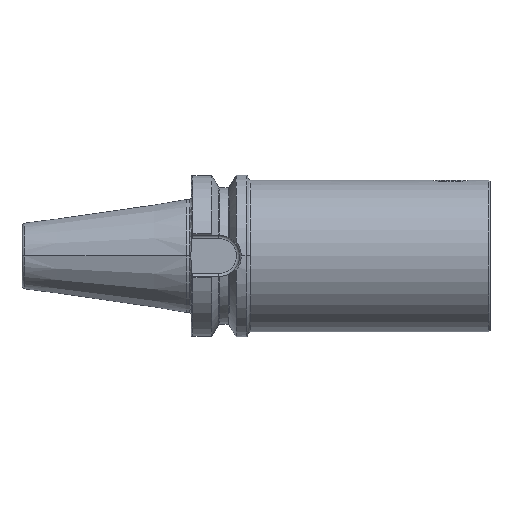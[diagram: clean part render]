
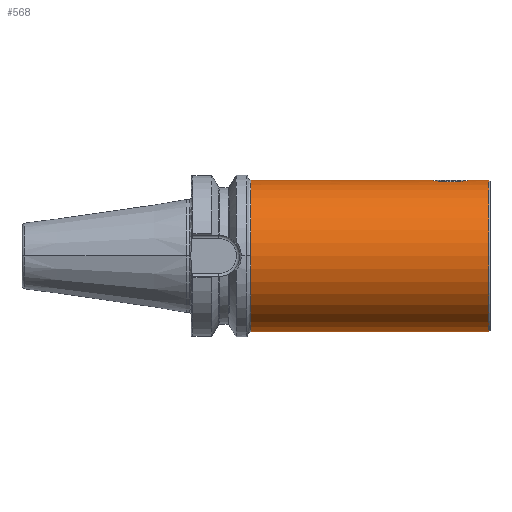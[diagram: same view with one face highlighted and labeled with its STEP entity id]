
A CAD part, top view. The second image highlights one B-rep face of the part: STEP entity #568.
In plain terms, the highlighted cylindrical face has radius 47 mm (diameter 94 mm), a partial arc.
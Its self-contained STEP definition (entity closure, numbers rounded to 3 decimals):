
#568 = ADVANCED_FACE ( 'NONE', ( #1834 ), #2482, .T. ) ;
#596 = CARTESIAN_POINT ( 'NONE',  ( 157.579, 46.007, 9.612 ) ) ;
#644 = ORIENTED_EDGE ( 'NONE', *, *, #1566, .F. ) ;
#716 = LINE ( 'NONE', #1239, #3277 ) ;
#765 = EDGE_LOOP ( 'NONE', ( #5391, #3210, #3467, #644, #3991, #1730, #4227, #2107 ) ) ;
#847 = AXIS2_PLACEMENT_3D ( 'NONE', #3307, #3813, #3419 ) ;
#914 = CARTESIAN_POINT ( 'NONE',  ( 151.222, 46.995, 0.758 ) ) ;
#941 = CARTESIAN_POINT ( 'NONE',  ( 160.806, 45.766, 10.7 ) ) ;
#1011 = CARTESIAN_POINT ( 'NONE',  ( 160.431, 45.785, 10.62 ) ) ;
#1100 = CIRCLE ( 'NONE', #1605, 47. ) ;
#1111 = CARTESIAN_POINT ( 'NONE',  ( 172.147, 46.364, 7.707 ) ) ;
#1150 = CARTESIAN_POINT ( 'NONE',  ( 151.379, 46.963, 1.898 ) ) ;
#1197 = CARTESIAN_POINT ( 'NONE',  ( 172.424, 46.407, 7.449 ) ) ;
#1239 = CARTESIAN_POINT ( 'NONE',  ( 188., 47., 0. ) ) ;
#1299 = CARTESIAN_POINT ( 'NONE',  ( 175.7, 47., 0.769 ) ) ;
#1319 = CARTESIAN_POINT ( 'NONE',  ( 175.346, 46.928, 2.631 ) ) ;
#1372 = CARTESIAN_POINT ( 'NONE',  ( 159.695, 45.828, 10.429 ) ) ;
#1381 = EDGE_CURVE ( 'NONE', #5288, #4190, #3178, .T. ) ;
#1423 = CARTESIAN_POINT ( 'NONE',  ( 40., 0., 47. ) ) ;
#1441 = CARTESIAN_POINT ( 'NONE',  ( 159.333, 45.853, 10.319 ) ) ;
#1499 = VERTEX_POINT ( 'NONE', #1423 ) ;
#1566 = EDGE_CURVE ( 'NONE', #4324, #4063, #1642, .T. ) ;
#1592 = DIRECTION ( 'NONE',  ( 0., 0., 1. ) ) ;
#1605 = AXIS2_PLACEMENT_3D ( 'NONE', #3220, #4930, #1592 ) ;
#1642 = CIRCLE ( 'NONE', #5034, 47. ) ;
#1730 = ORIENTED_EDGE ( 'NONE', *, *, #3869, .F. ) ;
#1790 = EDGE_CURVE ( 'NONE', #1499, #5245, #1100, .T. ) ;
#1834 = FACE_OUTER_BOUND ( 'NONE', #765, .T. ) ;
#1837 = CARTESIAN_POINT ( 'NONE',  ( 174.974, 46.854, 3.721 ) ) ;
#1859 = CARTESIAN_POINT ( 'NONE',  ( 157.238, 46.043, 9.439 ) ) ;
#1878 = CARTESIAN_POINT ( 'NONE',  ( 175.237, 46.906, 2.997 ) ) ;
#1917 = CARTESIAN_POINT ( 'NONE',  ( 175.7, 47., 0. ) ) ;
#1945 = DIRECTION ( 'NONE',  ( 0., 1., 0. ) ) ;
#1993 = AXIS2_PLACEMENT_3D ( 'NONE', #3942, #5152, #1945 ) ;
#2014 = DIRECTION ( 'NONE',  ( 1., 0., 0. ) ) ;
#2107 = ORIENTED_EDGE ( 'NONE', *, *, #1381, .F. ) ;
#2253 = CARTESIAN_POINT ( 'NONE',  ( 162.693, 45.705, 10.955 ) ) ;
#2269 = CARTESIAN_POINT ( 'NONE',  ( 161.937, 45.721, 10.893 ) ) ;
#2277 = EDGE_CURVE ( 'NONE', #4190, #2767, #4151, .T. ) ;
#2482 = CYLINDRICAL_SURFACE ( 'NONE', #1993, 47. ) ;
#2654 = CARTESIAN_POINT ( 'NONE',  ( 152.582, 46.728, 5.093 ) ) ;
#2745 = VECTOR ( 'NONE', #5352, 1000. ) ;
#2767 = VERTEX_POINT ( 'NONE', #3460 ) ;
#2768 = CARTESIAN_POINT ( 'NONE',  ( 164.97, 45.724, 10.875 ) ) ;
#2944 = LINE ( 'NONE', #4090, #2745 ) ;
#2970 = CARTESIAN_POINT ( 'NONE',  ( 40., 47., 0. ) ) ;
#3043 = CARTESIAN_POINT ( 'NONE',  ( 156.244, 46.156, 8.874 ) ) ;
#3086 = CARTESIAN_POINT ( 'NONE',  ( 187.1, -47., 0. ) ) ;
#3142 = CARTESIAN_POINT ( 'NONE',  ( 170.665, 46.157, 8.868 ) ) ;
#3158 = CARTESIAN_POINT ( 'NONE',  ( 165.353, 45.736, 10.827 ) ) ;
#3178 = LINE ( 'NONE', #3674, #3493 ) ;
#3205 = CARTESIAN_POINT ( 'NONE',  ( 166.483, 45.781, 10.634 ) ) ;
#3210 = ORIENTED_EDGE ( 'NONE', *, *, #1790, .T. ) ;
#3220 = CARTESIAN_POINT ( 'NONE',  ( 40., 0., 0. ) ) ;
#3233 = CARTESIAN_POINT ( 'NONE',  ( 172.954, 46.491, 6.904 ) ) ;
#3242 = CARTESIAN_POINT ( 'NONE',  ( 175.7, 47., 0. ) ) ;
#3251 = CARTESIAN_POINT ( 'NONE',  ( 187.1, 0., 0. ) ) ;
#3277 = VECTOR ( 'NONE', #3937, 1000. ) ;
#3295 = CARTESIAN_POINT ( 'NONE',  ( 151.2, 47., 0. ) ) ;
#3307 = CARTESIAN_POINT ( 'NONE',  ( 40., 0., 0. ) ) ;
#3394 = VERTEX_POINT ( 'NONE', #1917 ) ;
#3418 = CARTESIAN_POINT ( 'NONE',  ( 187.1, 47., 0. ) ) ;
#3419 = DIRECTION ( 'NONE',  ( 0., 0., 1. ) ) ;
#3420 = CARTESIAN_POINT ( 'NONE',  ( 154.469, 46.406, 7.467 ) ) ;
#3439 = CARTESIAN_POINT ( 'NONE',  ( 158.62, 45.909, 10.067 ) ) ;
#3443 = CARTESIAN_POINT ( 'NONE',  ( 40., -47., 0. ) ) ;
#3454 = CIRCLE ( 'NONE', #847, 47. ) ;
#3460 = CARTESIAN_POINT ( 'NONE',  ( 163.45, 45.705, 10.955 ) ) ;
#3467 = ORIENTED_EDGE ( 'NONE', *, *, #3564, .T. ) ;
#3493 = VECTOR ( 'NONE', #3936, 1000. ) ;
#3564 = EDGE_CURVE ( 'NONE', #5245, #4063, #2944, .T. ) ;
#3576 = CARTESIAN_POINT ( 'NONE',  ( 173.915, 46.654, 5.724 ) ) ;
#3651 = CARTESIAN_POINT ( 'NONE',  ( 171.284, 46.239, 8.437 ) ) ;
#3674 = CARTESIAN_POINT ( 'NONE',  ( 188., 47., 0. ) ) ;
#3675 = CARTESIAN_POINT ( 'NONE',  ( 174.32, 46.729, 5.089 ) ) ;
#3795 = CARTESIAN_POINT ( 'NONE',  ( 153.932, 46.492, 6.917 ) ) ;
#3813 = DIRECTION ( 'NONE',  ( 1., 0., 0. ) ) ;
#3869 = EDGE_CURVE ( 'NONE', #2767, #3394, #3878, .T. ) ;
#3878 = B_SPLINE_CURVE_WITH_KNOTS ( 'NONE', 3,
 ( #5021, #5088, #3961, #2768, #3158, #3205, #4353, #4369, #4357, #4165, #4221, #3142, #3651, #1111, #1197, #3233, #3884, #3576, #3675, #4143, #1837, #1878, #1319, #4816, #1299, #3242 ),
 .UNSPECIFIED., .F., .F.,
 ( 4, 2, 2, 2, 2, 2, 2, 2, 2, 2, 2, 2, 4 ),
 ( 0.028, 0.029, 0.03, 0.032, 0.033, 0.034, 0.037, 0.038, 0.039, 0.041, 0.042, 0.044, 0.046 ),
 .UNSPECIFIED. ) ;
#3884 = CARTESIAN_POINT ( 'NONE',  ( 173.208, 46.533, 6.615 ) ) ;
#3936 = DIRECTION ( 'NONE',  ( 1., 0., 0. ) ) ;
#3937 = DIRECTION ( 'NONE',  ( 1., 0., 0. ) ) ;
#3942 = CARTESIAN_POINT ( 'NONE',  ( 188., 0., 0. ) ) ;
#3961 = CARTESIAN_POINT ( 'NONE',  ( 164.209, 45.709, 10.939 ) ) ;
#3991 = ORIENTED_EDGE ( 'NONE', *, *, #4822, .F. ) ;
#4028 = DIRECTION ( 'NONE',  ( 0., 1., 0. ) ) ;
#4063 = VERTEX_POINT ( 'NONE', #3086 ) ;
#4090 = CARTESIAN_POINT ( 'NONE',  ( 188., -47., 0. ) ) ;
#4143 = CARTESIAN_POINT ( 'NONE',  ( 174.824, 46.825, 4.071 ) ) ;
#4151 = B_SPLINE_CURVE_WITH_KNOTS ( 'NONE', 3,
 ( #3295, #4895, #914, #5016, #1150, #5080, #4669, #2654, #4751, #3795, #3420, #5158, #3043, #1859, #596, #4223, #3439, #1441, #1372, #1011, #941, #2269, #2253, #4730 ),
 .UNSPECIFIED., .F., .F.,
 ( 4, 2, 2, 2, 2, 2, 2, 2, 2, 2, 2, 4 ),
 ( 0.009, 0.011, 0.012, 0.014, 0.016, 0.018, 0.021, 0.022, 0.023, 0.024, 0.025, 0.028 ),
 .UNSPECIFIED. ) ;
#4165 = CARTESIAN_POINT ( 'NONE',  ( 169.331, 46.008, 9.607 ) ) ;
#4190 = VERTEX_POINT ( 'NONE', #4928 ) ;
#4221 = CARTESIAN_POINT ( 'NONE',  ( 169.674, 46.044, 9.432 ) ) ;
#4223 = CARTESIAN_POINT ( 'NONE',  ( 158.269, 45.94, 9.926 ) ) ;
#4227 = ORIENTED_EDGE ( 'NONE', *, *, #2277, .F. ) ;
#4324 = VERTEX_POINT ( 'NONE', #3418 ) ;
#4353 = CARTESIAN_POINT ( 'NONE',  ( 167.217, 45.826, 10.443 ) ) ;
#4357 = CARTESIAN_POINT ( 'NONE',  ( 168.638, 45.941, 9.923 ) ) ;
#4369 = CARTESIAN_POINT ( 'NONE',  ( 168.287, 45.91, 10.064 ) ) ;
#4587 = EDGE_CURVE ( 'NONE', #5288, #1499, #3454, .T. ) ;
#4669 = CARTESIAN_POINT ( 'NONE',  ( 151.903, 46.858, 3.72 ) ) ;
#4730 = CARTESIAN_POINT ( 'NONE',  ( 163.45, 45.705, 10.955 ) ) ;
#4751 = CARTESIAN_POINT ( 'NONE',  ( 152.991, 46.653, 5.732 ) ) ;
#4816 = CARTESIAN_POINT ( 'NONE',  ( 175.61, 46.981, 1.523 ) ) ;
#4822 = EDGE_CURVE ( 'NONE', #3394, #4324, #716, .T. ) ;
#4895 = CARTESIAN_POINT ( 'NONE',  ( 151.2, 47., 0.379 ) ) ;
#4928 = CARTESIAN_POINT ( 'NONE',  ( 151.2, 47., 0. ) ) ;
#4930 = DIRECTION ( 'NONE',  ( 1., 0., 0. ) ) ;
#5016 = CARTESIAN_POINT ( 'NONE',  ( 151.312, 46.977, 1.519 ) ) ;
#5021 = CARTESIAN_POINT ( 'NONE',  ( 163.45, 45.705, 10.955 ) ) ;
#5034 = AXIS2_PLACEMENT_3D ( 'NONE', #3251, #2014, #4028 ) ;
#5080 = CARTESIAN_POINT ( 'NONE',  ( 151.644, 46.91, 3.008 ) ) ;
#5088 = CARTESIAN_POINT ( 'NONE',  ( 163.829, 45.705, 10.955 ) ) ;
#5152 = DIRECTION ( 'NONE',  ( 1., 0., 0. ) ) ;
#5158 = CARTESIAN_POINT ( 'NONE',  ( 155.623, 46.238, 8.443 ) ) ;
#5245 = VERTEX_POINT ( 'NONE', #3443 ) ;
#5288 = VERTEX_POINT ( 'NONE', #2970 ) ;
#5352 = DIRECTION ( 'NONE',  ( 1., 0., 0. ) ) ;
#5391 = ORIENTED_EDGE ( 'NONE', *, *, #4587, .T. ) ;
